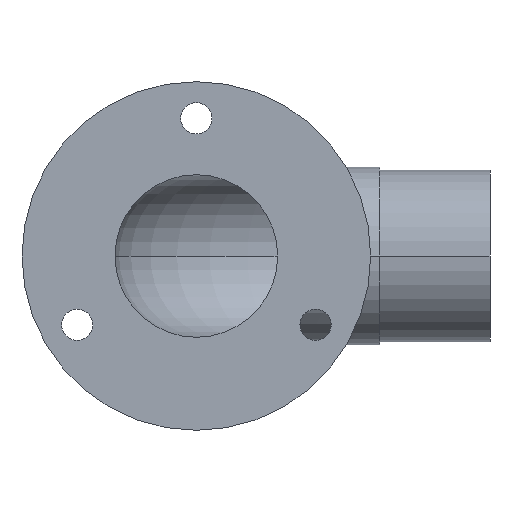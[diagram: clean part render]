
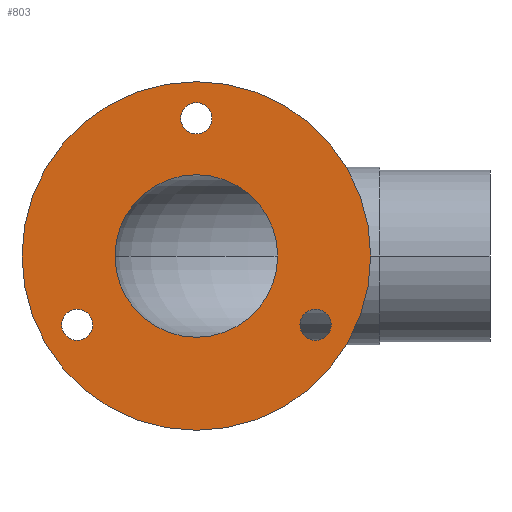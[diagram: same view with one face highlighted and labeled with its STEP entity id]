
A CAD part, front view. The second image highlights one B-rep face of the part: STEP entity #803.
In plain terms, the highlighted planar face has unit normal (0, -1, 0).
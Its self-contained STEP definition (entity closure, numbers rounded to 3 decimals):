
#2 = CARTESIAN_POINT ( 'NONE',  ( 0., 0., -22.15 ) ) ;
#3 = DIRECTION ( 'NONE',  ( 0., 0., -1. ) ) ;
#35 = EDGE_LOOP ( 'NONE', ( #312, #256 ) ) ;
#38 = DIRECTION ( 'NONE',  ( 0., -1., 0. ) ) ;
#45 = AXIS2_PLACEMENT_3D ( 'NONE', #445, #250, #3 ) ;
#69 = ORIENTED_EDGE ( 'NONE', *, *, #905, .F. ) ;
#78 = CIRCLE ( 'NONE', #941, 4.25 ) ;
#81 = VERTEX_POINT ( 'NONE', #420 ) ;
#93 = VERTEX_POINT ( 'NONE', #145 ) ;
#97 = DIRECTION ( 'NONE',  ( 0., -1., 0. ) ) ;
#99 = CIRCLE ( 'NONE', #751, 4.25 ) ;
#100 = AXIS2_PLACEMENT_3D ( 'NONE', #160, #97, #518 ) ;
#103 = VERTEX_POINT ( 'NONE', #874 ) ;
#145 = CARTESIAN_POINT ( 'NONE',  ( 0., 0., 33.25 ) ) ;
#160 = CARTESIAN_POINT ( 'NONE',  ( 0., 0., 37.5 ) ) ;
#166 = AXIS2_PLACEMENT_3D ( 'NONE', #832, #299, #497 ) ;
#174 = CARTESIAN_POINT ( 'NONE',  ( -22.15, 0., 0. ) ) ;
#178 = DIRECTION ( 'NONE',  ( -0.866, 0., 0.5 ) ) ;
#218 = EDGE_CURVE ( 'NONE', #944, #872, #652, .T. ) ;
#225 = DIRECTION ( 'NONE',  ( 0., 0., -1. ) ) ;
#250 = DIRECTION ( 'NONE',  ( 0., -1., 0. ) ) ;
#256 = ORIENTED_EDGE ( 'NONE', *, *, #710, .T. ) ;
#273 = DIRECTION ( 'NONE',  ( 0., -1., 0. ) ) ;
#283 = VERTEX_POINT ( 'NONE', #2 ) ;
#299 = DIRECTION ( 'NONE',  ( 0., -1., 0. ) ) ;
#307 = EDGE_CURVE ( 'NONE', #746, #1088, #99, .T. ) ;
#312 = ORIENTED_EDGE ( 'NONE', *, *, #515, .T. ) ;
#314 = CARTESIAN_POINT ( 'NONE',  ( -36.157, 0., -20.875 ) ) ;
#326 = EDGE_CURVE ( 'NONE', #872, #944, #78, .T. ) ;
#363 = CIRCLE ( 'NONE', #45, 22.15 ) ;
#401 = AXIS2_PLACEMENT_3D ( 'NONE', #709, #916, #438 ) ;
#409 = DIRECTION ( 'NONE',  ( 0.866, 0., 0.5 ) ) ;
#420 = CARTESIAN_POINT ( 'NONE',  ( 0., 0., 47.5 ) ) ;
#438 = DIRECTION ( 'NONE',  ( -0.866, 0., 0.5 ) ) ;
#445 = CARTESIAN_POINT ( 'NONE',  ( 0., 0., 0. ) ) ;
#449 = FACE_BOUND ( 'NONE', #831, .T. ) ;
#456 = DIRECTION ( 'NONE',  ( 0., -1., 0. ) ) ;
#472 = EDGE_LOOP ( 'NONE', ( #933, #836 ) ) ;
#486 = CIRCLE ( 'NONE', #166, 47.5 ) ;
#496 = ORIENTED_EDGE ( 'NONE', *, *, #307, .F. ) ;
#497 = DIRECTION ( 'NONE',  ( 0., 0., -1. ) ) ;
#509 = VERTEX_POINT ( 'NONE', #930 ) ;
#515 = EDGE_CURVE ( 'NONE', #103, #81, #714, .T. ) ;
#518 = DIRECTION ( 'NONE',  ( 0., 0., -1. ) ) ;
#524 = AXIS2_PLACEMENT_3D ( 'NONE', #577, #1032, #409 ) ;
#525 = FACE_BOUND ( 'NONE', #728, .T. ) ;
#561 = DIRECTION ( 'NONE',  ( 0., 0., -1. ) ) ;
#577 = CARTESIAN_POINT ( 'NONE',  ( -32.476, 0., -18.75 ) ) ;
#622 = DIRECTION ( 'NONE',  ( 0.866, 0., 0.5 ) ) ;
#631 = CARTESIAN_POINT ( 'NONE',  ( 0., 0., 37.5 ) ) ;
#651 = AXIS2_PLACEMENT_3D ( 'NONE', #779, #1037, #225 ) ;
#652 = CIRCLE ( 'NONE', #401, 4.25 ) ;
#700 = DIRECTION ( 'NONE',  ( 0., 0., -1. ) ) ;
#704 = FACE_OUTER_BOUND ( 'NONE', #35, .T. ) ;
#709 = CARTESIAN_POINT ( 'NONE',  ( 32.476, 0., -18.75 ) ) ;
#710 = EDGE_CURVE ( 'NONE', #81, #103, #486, .T. ) ;
#714 = CIRCLE ( 'NONE', #959, 47.5 ) ;
#718 = CIRCLE ( 'NONE', #651, 22.15 ) ;
#719 = PLANE ( 'NONE',  #981 ) ;
#728 = EDGE_LOOP ( 'NONE', ( #1121, #837 ) ) ;
#746 = VERTEX_POINT ( 'NONE', #1136 ) ;
#751 = AXIS2_PLACEMENT_3D ( 'NONE', #908, #273, #622 ) ;
#764 = EDGE_LOOP ( 'NONE', ( #69, #854 ) ) ;
#779 = CARTESIAN_POINT ( 'NONE',  ( 0., 0., 0. ) ) ;
#791 = AXIS2_PLACEMENT_3D ( 'NONE', #631, #38, #561 ) ;
#803 = ADVANCED_FACE ( 'NONE', ( #449, #1155, #893, #525, #704 ), #719, .F. ) ;
#810 = CIRCLE ( 'NONE', #524, 4.25 ) ;
#821 = CARTESIAN_POINT ( 'NONE',  ( 32.476, 0., -18.75 ) ) ;
#831 = EDGE_LOOP ( 'NONE', ( #496, #1033 ) ) ;
#832 = CARTESIAN_POINT ( 'NONE',  ( 0., 0., 0. ) ) ;
#836 = ORIENTED_EDGE ( 'NONE', *, *, #326, .F. ) ;
#837 = ORIENTED_EDGE ( 'NONE', *, *, #1043, .F. ) ;
#854 = ORIENTED_EDGE ( 'NONE', *, *, #888, .F. ) ;
#872 = VERTEX_POINT ( 'NONE', #1067 ) ;
#874 = CARTESIAN_POINT ( 'NONE',  ( 0., 0., -47.5 ) ) ;
#877 = EDGE_CURVE ( 'NONE', #283, #1100, #363, .T. ) ;
#888 = EDGE_CURVE ( 'NONE', #509, #93, #1020, .T. ) ;
#893 = FACE_BOUND ( 'NONE', #764, .T. ) ;
#905 = EDGE_CURVE ( 'NONE', #93, #509, #945, .T. ) ;
#908 = CARTESIAN_POINT ( 'NONE',  ( -32.476, 0., -18.75 ) ) ;
#916 = DIRECTION ( 'NONE',  ( 0., -1., 0. ) ) ;
#930 = CARTESIAN_POINT ( 'NONE',  ( 0., 0., 41.75 ) ) ;
#933 = ORIENTED_EDGE ( 'NONE', *, *, #218, .F. ) ;
#941 = AXIS2_PLACEMENT_3D ( 'NONE', #821, #456, #178 ) ;
#944 = VERTEX_POINT ( 'NONE', #1118 ) ;
#945 = CIRCLE ( 'NONE', #791, 4.25 ) ;
#959 = AXIS2_PLACEMENT_3D ( 'NONE', #1074, #1069, #700 ) ;
#981 = AXIS2_PLACEMENT_3D ( 'NONE', #174, #997, #994 ) ;
#994 = DIRECTION ( 'NONE',  ( 0., 0., 1. ) ) ;
#997 = DIRECTION ( 'NONE',  ( 0., 1., 0. ) ) ;
#1020 = CIRCLE ( 'NONE', #100, 4.25 ) ;
#1027 = CARTESIAN_POINT ( 'NONE',  ( 0., 0., 22.15 ) ) ;
#1032 = DIRECTION ( 'NONE',  ( 0., -1., 0. ) ) ;
#1033 = ORIENTED_EDGE ( 'NONE', *, *, #1050, .F. ) ;
#1037 = DIRECTION ( 'NONE',  ( 0., -1., 0. ) ) ;
#1043 = EDGE_CURVE ( 'NONE', #1100, #283, #718, .T. ) ;
#1050 = EDGE_CURVE ( 'NONE', #1088, #746, #810, .T. ) ;
#1067 = CARTESIAN_POINT ( 'NONE',  ( 36.157, 0., -20.875 ) ) ;
#1069 = DIRECTION ( 'NONE',  ( 0., -1., 0. ) ) ;
#1074 = CARTESIAN_POINT ( 'NONE',  ( 0., 0., 0. ) ) ;
#1088 = VERTEX_POINT ( 'NONE', #314 ) ;
#1100 = VERTEX_POINT ( 'NONE', #1027 ) ;
#1118 = CARTESIAN_POINT ( 'NONE',  ( 28.795, 0., -16.625 ) ) ;
#1121 = ORIENTED_EDGE ( 'NONE', *, *, #877, .F. ) ;
#1136 = CARTESIAN_POINT ( 'NONE',  ( -28.795, 0., -16.625 ) ) ;
#1155 = FACE_BOUND ( 'NONE', #472, .T. ) ;
